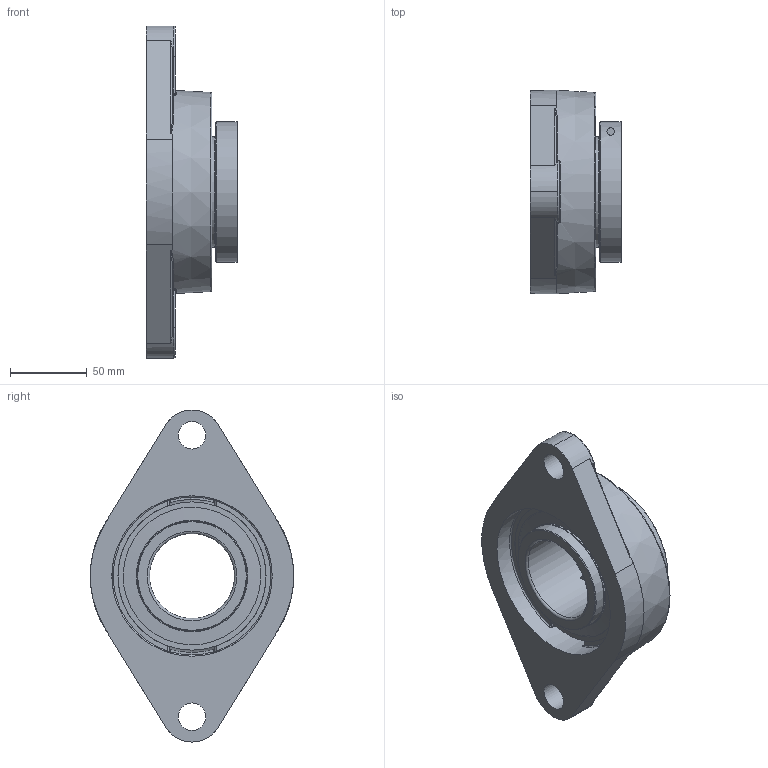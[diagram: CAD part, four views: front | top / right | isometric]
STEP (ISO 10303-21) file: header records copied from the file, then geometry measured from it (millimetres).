
FILE_DESCRIPTION(('HOOPS Exchange Step'),'2;1');
FILE_NAME('export-A575E334-7FFF-4E6C-B390-D3371237E991.stp','2020-05-28T12:27:22-07:00',('dkerr'),('Alibre'),'HOOPS Exchange 2020.0','Alibre','Unknown authorisation');
FILE_SCHEMA( ('AP242_MANAGED_MODEL_BASED_3D_ENGINEERING_MIM_LF {1 0 10303 442 1 1 4 }') );
Length unit declared in the file: inch
Products named in the file (8): MRN SFTM L4L 211; MRN SUE 211-35 L4L (2.1875) (Race); MRN SUE 211 L4L (Ball); MRN SUE 211 L4L (Shield); MRN SUE 211 L4L (Lock Ring); MRN SUE 211 L4L (Bolt); MRN SUE 211-35 L4L (2.1875); MRN SUESFTM 211-35 L4L (2.1875inch)
Assembly tree (8 placements, depth 3):
  MRN SUESFTM 211-35 L4L (2.1875inch)
    MRN SFTM L4L 211
    MRN SUE 211-35 L4L (2.1875)
      MRN SUE 211-35 L4L (2.1875) (Race)
      MRN SUE 211 L4L (Ball)
      MRN SUE 211 L4L (Shield)  x2
      MRN SUE 211 L4L (Lock Ring)
      MRN SUE 211 L4L (Bolt)
Bounding box: 59.9 x 133 x 217 mm (x, y, z)
Volume: 487689.7 mm3; surface area: 132921.5 mm2
Topology: 17 solids, 17 shells, 239 faces, 659 edges, 433 vertices
Faces by surface type: plane 80, cylinder 62, torus 33, cone 31, sphere 17, bspline 16
Full cylindrical faces by diameter (mm): 4.917 x2, 6.4 x1, 10 x1, 11.2 x1, 18 x2, 55.562 x1, 72 x4, 73.016 x2, 88 x2, 90 x2, 102.825 x1, 104.825 x1, 110.1 x1
Entity records: 16561 total; most frequent: CARTESIAN_POINT 10549, DIRECTION 1233, ORIENTED_EDGE 1226, EDGE_CURVE 613, AXIS2_PLACEMENT_3D 514, VERTEX_POINT 419, CIRCLE 274, EDGE_LOOP 254
